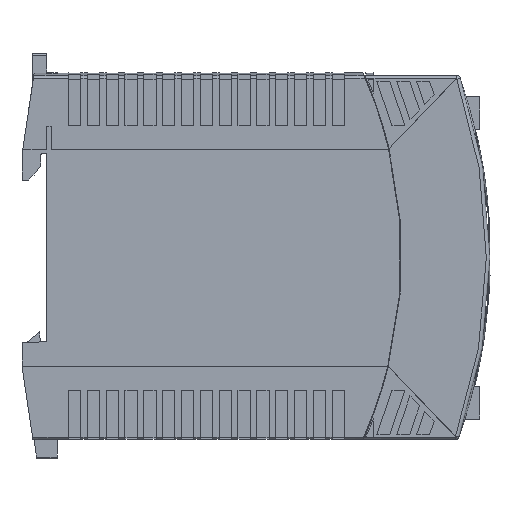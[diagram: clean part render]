
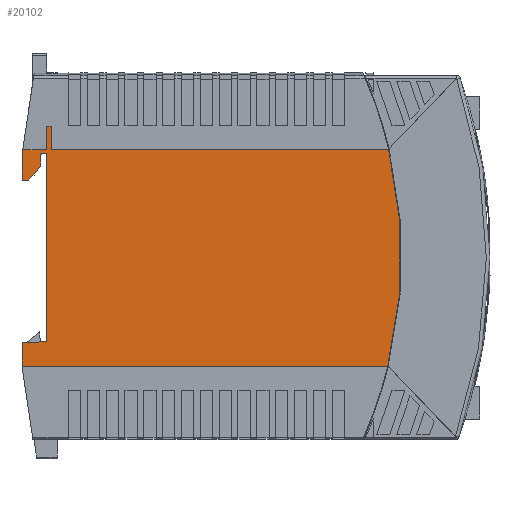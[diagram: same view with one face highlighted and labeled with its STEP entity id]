
A CAD part, front view. The second image highlights one B-rep face of the part: STEP entity #20102.
In plain terms, the highlighted face is planar.
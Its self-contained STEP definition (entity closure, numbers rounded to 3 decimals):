
#2267=CARTESIAN_POINT('',(-69.95,21.7,-11.25));
#2268=VERTEX_POINT('',#2267);
#2275=CARTESIAN_POINT('',(-69.755,-22.5,-11.25));
#2276=VERTEX_POINT('',#2275);
#2277=CARTESIAN_POINT('',(21.1,0.,-11.25));
#2278=DIRECTION('',(0.0,0.0,1.0));
#2279=DIRECTION('',(1.0,0.0,0.0));
#2280=AXIS2_PLACEMENT_3D('',#2277,#2278,#2279);
#2281=CIRCLE('',#2280,93.6);
#2282=EDGE_CURVE('',#2268,#2276,#2281,.T.);
#2619=CARTESIAN_POINT('',(2.45,16.871,-11.25));
#2620=VERTEX_POINT('',#2619);
#2629=CARTESIAN_POINT('',(2.45,16.5,-11.25));
#2630=VERTEX_POINT('',#2629);
#2631=CARTESIAN_POINT('',(2.45,16.871,-11.25));
#2632=DIRECTION('',(0.0,-1.0,0.0));
#2633=VECTOR('',#2632,0.371);
#2634=LINE('',#2631,#2633);
#2635=EDGE_CURVE('',#2620,#2630,#2634,.T.);
#2661=CARTESIAN_POINT('',(2.761,16.5,-11.25));
#2662=VERTEX_POINT('',#2661);
#2676=CARTESIAN_POINT('',(2.761,16.5,-11.25));
#2677=DIRECTION('',(-1.0,0.0,0.0));
#2678=VECTOR('',#2677,0.311);
#2679=LINE('',#2676,#2678);
#2680=EDGE_CURVE('',#2662,#2630,#2679,.T.);
#3034=CARTESIAN_POINT('',(3.6,15.5,-11.25));
#3035=VERTEX_POINT('',#3034);
#3036=CARTESIAN_POINT('',(2.761,16.5,-11.25));
#3037=DIRECTION('',(0.643,-0.766,0.0));
#3038=VECTOR('',#3037,1.305);
#3039=LINE('',#3036,#3038);
#3040=EDGE_CURVE('',#2662,#3035,#3039,.T.);
#3180=CARTESIAN_POINT('',(-1.0,21.7,-11.25));
#3181=VERTEX_POINT('',#3180);
#3196=CARTESIAN_POINT('',(-1.0,26.5,-11.25));
#3197=VERTEX_POINT('',#3196);
#3204=CARTESIAN_POINT('',(-1.0,21.7,-11.25));
#3205=DIRECTION('',(0.0,1.0,0.0));
#3206=VECTOR('',#3205,4.8);
#3207=LINE('',#3204,#3206);
#3208=EDGE_CURVE('',#3181,#3197,#3207,.T.);
#3218=CARTESIAN_POINT('',(0.0,21.7,-11.25));
#3219=VERTEX_POINT('',#3218);
#3228=CARTESIAN_POINT('',(0.0,26.5,-11.25));
#3229=VERTEX_POINT('',#3228);
#3230=CARTESIAN_POINT('',(0.0,26.5,-11.25));
#3231=DIRECTION('',(0.0,-1.0,0.0));
#3232=VECTOR('',#3231,4.8);
#3233=LINE('',#3230,#3232);
#3234=EDGE_CURVE('',#3229,#3219,#3233,.T.);
#3265=CARTESIAN_POINT('',(0.0,26.5,-11.25));
#3266=DIRECTION('',(-1.0,0.0,0.0));
#3267=VECTOR('',#3266,1.0);
#3268=LINE('',#3265,#3267);
#3269=EDGE_CURVE('',#3229,#3197,#3268,.T.);
#3359=CARTESIAN_POINT('',(0.0,21.0,-11.25));
#3360=VERTEX_POINT('',#3359);
#3367=CARTESIAN_POINT('',(0.7,21.0,-11.25));
#3368=VERTEX_POINT('',#3367);
#3369=CARTESIAN_POINT('',(0.0,21.0,-11.25));
#3370=DIRECTION('',(1.0,0.0,0.0));
#3371=VECTOR('',#3370,0.7);
#3372=LINE('',#3369,#3371);
#3373=EDGE_CURVE('',#3360,#3368,#3372,.T.);
#3399=CARTESIAN_POINT('',(4.851,21.7,-11.25));
#3400=VERTEX_POINT('',#3399);
#3407=CARTESIAN_POINT('',(4.851,21.7,-11.25));
#3408=DIRECTION('',(-1.0,0.0,0.0));
#3409=VECTOR('',#3408,4.851);
#3410=LINE('',#3407,#3409);
#3411=EDGE_CURVE('',#3400,#3219,#3410,.T.);
#3517=CARTESIAN_POINT('',(0.,-17.5,-11.25));
#3518=VERTEX_POINT('',#3517);
#3525=CARTESIAN_POINT('',(0.,-17.5,-11.25));
#3526=DIRECTION('',(0.0,1.0,0.0));
#3527=VECTOR('',#3526,38.5);
#3528=LINE('',#3525,#3527);
#3529=EDGE_CURVE('',#3518,#3360,#3528,.T.);
#20012=CARTESIAN_POINT('',(21.1,0.,-11.25));
#20013=DIRECTION('',(0.0,0.0,1.0));
#20014=DIRECTION('',(1.0,0.0,0.0));
#20015=AXIS2_PLACEMENT_3D('',#20012,#20013,#20014);
#20016=PLANE('',#20015);
#20017=CARTESIAN_POINT('',(5.0,-22.5,-11.25));
#20018=VERTEX_POINT('',#20017);
#20019=CARTESIAN_POINT('',(-69.755,-22.5,-11.25));
#20020=DIRECTION('',(1.0,0.0,0.0));
#20021=VECTOR('',#20020,74.755);
#20022=LINE('',#20019,#20021);
#20023=EDGE_CURVE('',#2276,#20018,#20022,.T.);
#20024=ORIENTED_EDGE('',*,*,#20023,.F.);
#20025=ORIENTED_EDGE('',*,*,#2282,.F.);
#20026=CARTESIAN_POINT('',(-1.0,21.7,-11.25));
#20027=DIRECTION('',(-1.0,0.0,0.0));
#20028=VECTOR('',#20027,68.95);
#20029=LINE('',#20026,#20028);
#20030=EDGE_CURVE('',#3181,#2268,#20029,.T.);
#20031=ORIENTED_EDGE('',*,*,#20030,.F.);
#20032=ORIENTED_EDGE('',*,*,#3208,.T.);
#20033=ORIENTED_EDGE('',*,*,#3269,.F.);
#20034=ORIENTED_EDGE('',*,*,#3234,.T.);
#20035=ORIENTED_EDGE('',*,*,#3411,.F.);
#20036=CARTESIAN_POINT('',(5.0,20.7,-11.25));
#20037=VERTEX_POINT('',#20036);
#20038=CARTESIAN_POINT('',(5.0,20.7,-11.25));
#20039=DIRECTION('',(-0.148,0.989,0.0));
#20040=VECTOR('',#20039,1.011);
#20041=LINE('',#20038,#20040);
#20042=EDGE_CURVE('',#20037,#3400,#20041,.T.);
#20043=ORIENTED_EDGE('',*,*,#20042,.F.);
#20044=CARTESIAN_POINT('',(5.0,15.5,-11.25));
#20045=VERTEX_POINT('',#20044);
#20046=CARTESIAN_POINT('',(5.0,15.5,-11.25));
#20047=DIRECTION('',(0.0,1.0,0.0));
#20048=VECTOR('',#20047,5.2);
#20049=LINE('',#20046,#20048);
#20050=EDGE_CURVE('',#20045,#20037,#20049,.T.);
#20051=ORIENTED_EDGE('',*,*,#20050,.F.);
#20052=CARTESIAN_POINT('',(3.6,15.5,-11.25));
#20053=DIRECTION('',(1.0,0.0,0.0));
#20054=VECTOR('',#20053,1.4);
#20055=LINE('',#20052,#20054);
#20056=EDGE_CURVE('',#3035,#20045,#20055,.T.);
#20057=ORIENTED_EDGE('',*,*,#20056,.F.);
#20058=ORIENTED_EDGE('',*,*,#3040,.F.);
#20059=ORIENTED_EDGE('',*,*,#2680,.T.);
#20060=ORIENTED_EDGE('',*,*,#2635,.F.);
#20061=CARTESIAN_POINT('',(1.2,18.36,-11.25));
#20062=VERTEX_POINT('',#20061);
#20063=CARTESIAN_POINT('',(1.2,18.36,-11.25));
#20064=DIRECTION('',(0.643,-0.766,0.0));
#20065=VECTOR('',#20064,1.945);
#20066=LINE('',#20063,#20065);
#20067=EDGE_CURVE('',#20062,#2620,#20066,.T.);
#20068=ORIENTED_EDGE('',*,*,#20067,.F.);
#20069=CARTESIAN_POINT('',(1.2,20.5,-11.25));
#20070=VERTEX_POINT('',#20069);
#20071=CARTESIAN_POINT('',(1.2,20.5,-11.25));
#20072=DIRECTION('',(0.0,-1.0,0.0));
#20073=VECTOR('',#20072,2.14);
#20074=LINE('',#20071,#20073);
#20075=EDGE_CURVE('',#20070,#20062,#20074,.T.);
#20076=ORIENTED_EDGE('',*,*,#20075,.F.);
#20077=CARTESIAN_POINT('',(0.7,20.5,-11.25));
#20078=DIRECTION('',(0.0,0.0,-1.0));
#20079=DIRECTION('',(1.0,0.0,0.0));
#20080=AXIS2_PLACEMENT_3D('',#20077,#20078,#20079);
#20081=CIRCLE('',#20080,0.5);
#20082=EDGE_CURVE('',#3368,#20070,#20081,.T.);
#20083=ORIENTED_EDGE('',*,*,#20082,.F.);
#20084=ORIENTED_EDGE('',*,*,#3373,.F.);
#20085=ORIENTED_EDGE('',*,*,#3529,.F.);
#20086=CARTESIAN_POINT('',(5.0,-17.76,-11.25));
#20087=VERTEX_POINT('',#20086);
#20088=CARTESIAN_POINT('',(5.0,-17.76,-11.25));
#20089=DIRECTION('',(-0.999,0.052,0.0));
#20090=VECTOR('',#20089,5.007);
#20091=LINE('',#20088,#20090);
#20092=EDGE_CURVE('',#20087,#3518,#20091,.T.);
#20093=ORIENTED_EDGE('',*,*,#20092,.F.);
#20094=CARTESIAN_POINT('',(5.0,-22.5,-11.25));
#20095=DIRECTION('',(0.0,1.0,0.0));
#20096=VECTOR('',#20095,4.74);
#20097=LINE('',#20094,#20096);
#20098=EDGE_CURVE('',#20018,#20087,#20097,.T.);
#20099=ORIENTED_EDGE('',*,*,#20098,.F.);
#20100=EDGE_LOOP('',(#20024,#20025,#20031,#20032,#20033,#20034,#20035,#20043,#20051,#20057,#20058,#20059,#20060,#20068,#20076,#20083,#20084,#20085,#20093,#20099));
#20101=FACE_OUTER_BOUND('',#20100,.T.);
#20102=ADVANCED_FACE('',(#20101),#20016,.F.);
